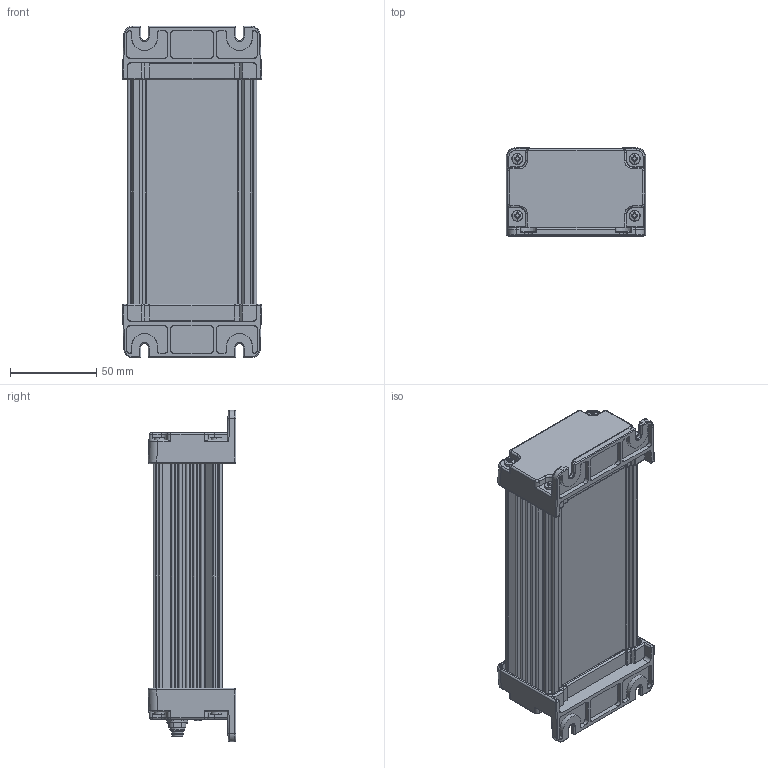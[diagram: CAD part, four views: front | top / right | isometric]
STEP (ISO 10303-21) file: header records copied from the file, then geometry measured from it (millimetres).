
FILE_DESCRIPTION (( 'STEP AP203' ), '1' );
FILE_NAME ('1DC 96-xx QD.STEP', '2025-04-01T23:22:13', ( '' ), ( '' ), 'SwSTEP 2.0', 'SolidWorks 2017', '' );
FILE_SCHEMA (( 'CONFIG_CONTROL_DESIGN' ));
Length unit declared in the file: millimetre
Products named in the file (1): 1DC 96-xx QD
Bounding box: 80.73 x 50.76 x 192 mm (x, y, z)
Volume: 189341.6 mm3; surface area: 135614.9 mm2
Topology: 19 solids, 19 shells, 1490 faces, 3828 edges, 2388 vertices
Faces by surface type: plane 568, cylinder 557, bspline 198, cone 139, torus 24, sphere 4
Entity records: 53015 total; most frequent: CARTESIAN_POINT 19597, ORIENTED_EDGE 7560, DIRECTION 6156, EDGE_CURVE 3780, VERTEX_POINT 2380, AXIS2_PLACEMENT_3D 2177, VECTOR 1802, LINE 1802
